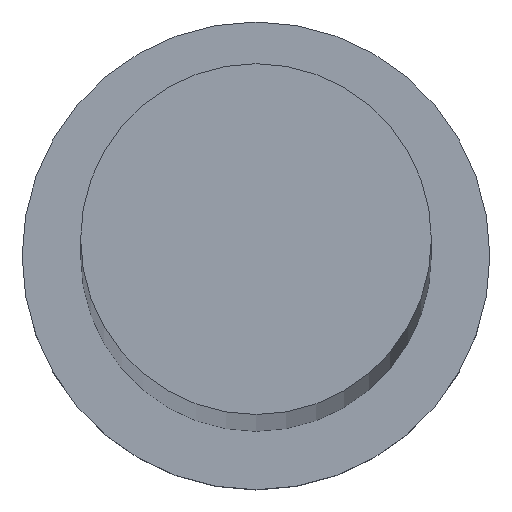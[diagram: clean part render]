
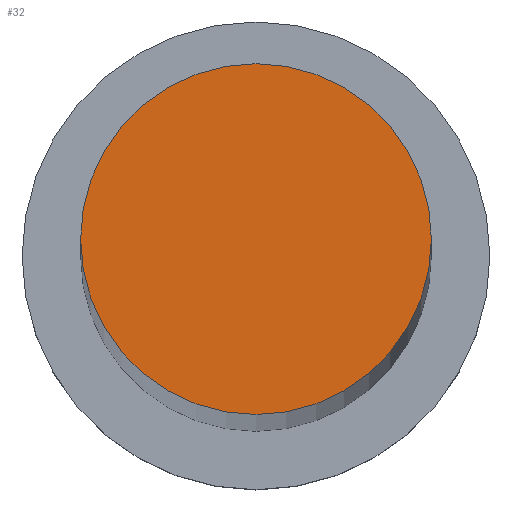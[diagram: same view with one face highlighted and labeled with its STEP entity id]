
A CAD part, top view. The second image highlights one B-rep face of the part: STEP entity #32.
In plain terms, the highlighted planar face has unit normal (0, 0, 1).
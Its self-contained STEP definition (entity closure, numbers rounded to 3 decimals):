
#4 = AXIS2_PLACEMENT_3D ( 'NONE', #131, #29, #252 ) ;
#24 = VERTEX_POINT ( 'NONE', #236 ) ;
#29 = DIRECTION ( 'NONE',  ( 0., 0., 1. ) ) ;
#32 = ADVANCED_FACE ( 'NONE', ( #91 ), #92, .T. ) ;
#35 = AXIS2_PLACEMENT_3D ( 'NONE', #214, #211, #167 ) ;
#54 = EDGE_CURVE ( 'NONE', #24, #202, #180, .T. ) ;
#83 = ORIENTED_EDGE ( 'NONE', *, *, #223, .T. ) ;
#91 = FACE_OUTER_BOUND ( 'NONE', #208, .T. ) ;
#92 = PLANE ( 'NONE',  #4 ) ;
#104 = ORIENTED_EDGE ( 'NONE', *, *, #54, .T. ) ;
#122 = CARTESIAN_POINT ( 'NONE',  ( 0., 0., 500. ) ) ;
#131 = CARTESIAN_POINT ( 'NONE',  ( 0., 0., 500. ) ) ;
#153 = DIRECTION ( 'NONE',  ( 1., 0., 0. ) ) ;
#155 = AXIS2_PLACEMENT_3D ( 'NONE', #122, #200, #153 ) ;
#167 = DIRECTION ( 'NONE',  ( 1., 0., 0. ) ) ;
#180 = CIRCLE ( 'NONE', #35, 9. ) ;
#200 = DIRECTION ( 'NONE',  ( 0., 0., 1. ) ) ;
#202 = VERTEX_POINT ( 'NONE', #231 ) ;
#208 = EDGE_LOOP ( 'NONE', ( #104, #83 ) ) ;
#211 = DIRECTION ( 'NONE',  ( 0., 0., 1. ) ) ;
#214 = CARTESIAN_POINT ( 'NONE',  ( 0., 0., 500. ) ) ;
#223 = EDGE_CURVE ( 'NONE', #202, #24, #232, .T. ) ;
#231 = CARTESIAN_POINT ( 'NONE',  ( 9., 0., 500. ) ) ;
#232 = CIRCLE ( 'NONE', #155, 9. ) ;
#236 = CARTESIAN_POINT ( 'NONE',  ( -9., 0., 500. ) ) ;
#252 = DIRECTION ( 'NONE',  ( 1., 0., 0. ) ) ;
